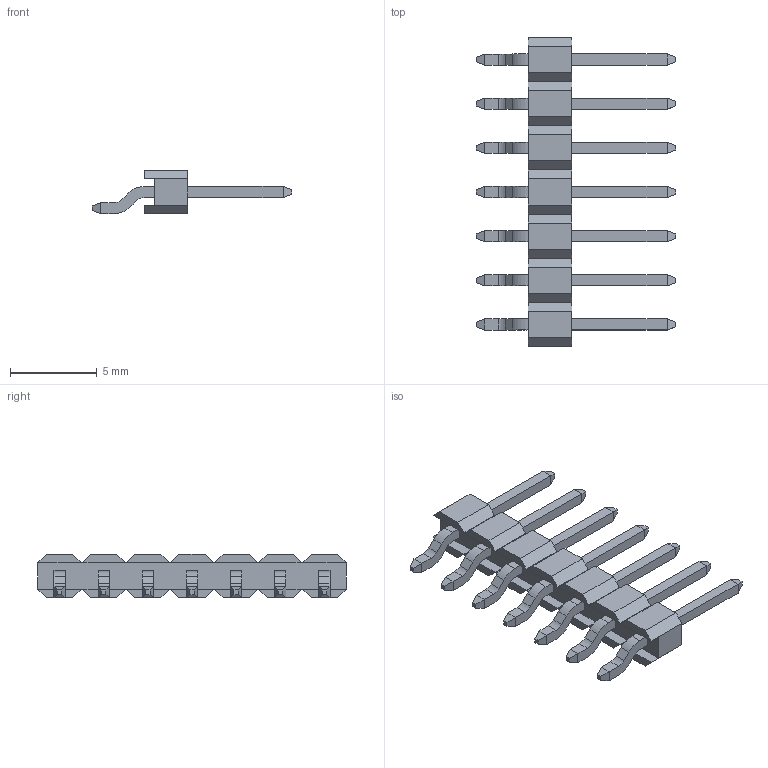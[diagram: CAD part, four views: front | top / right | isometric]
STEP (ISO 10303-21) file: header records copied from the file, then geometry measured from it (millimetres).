
FILE_DESCRIPTION(('FreeCAD Model'),'2;1');
FILE_NAME('Open CASCADE Shape Model','2024-03-22T18:53:01',(''),(''), 'Open CASCADE STEP processor 7.6','FreeCAD','Unknown');
FILE_SCHEMA(('AUTOMOTIVE_DESIGN { 1 0 10303 214 1 1 1 1 }'));
Length unit declared in the file: millimetre
Products named in the file (4): PinHeader_1x7_P2.54 mm_Horizontal_SMD_Right; Plastic; MetalPins; PinMetal
Assembly tree (9 placements, depth 3):
  PinHeader_1x7_P2.54 mm_Horizontal_SMD_Right
    Plastic
    MetalPins
      PinMetal  x7
Bounding box: 11.5 x 17.74 x 2.5 mm (x, y, z)
Volume: 112.2 mm3; surface area: 445.3 mm2
Topology: 8 solids, 8 shells, 268 faces, 672 edges, 420 vertices
Faces by surface type: plane 240, cylinder 28
Entity records: 4393 total; most frequent: CARTESIAN_POINT 734, ORIENTED_EDGE 720, DIRECTION 660, EDGE_CURVE 360, LINE 352, VECTOR 352, VERTEX_POINT 228, AXIS2_PLACEMENT_3D 154
